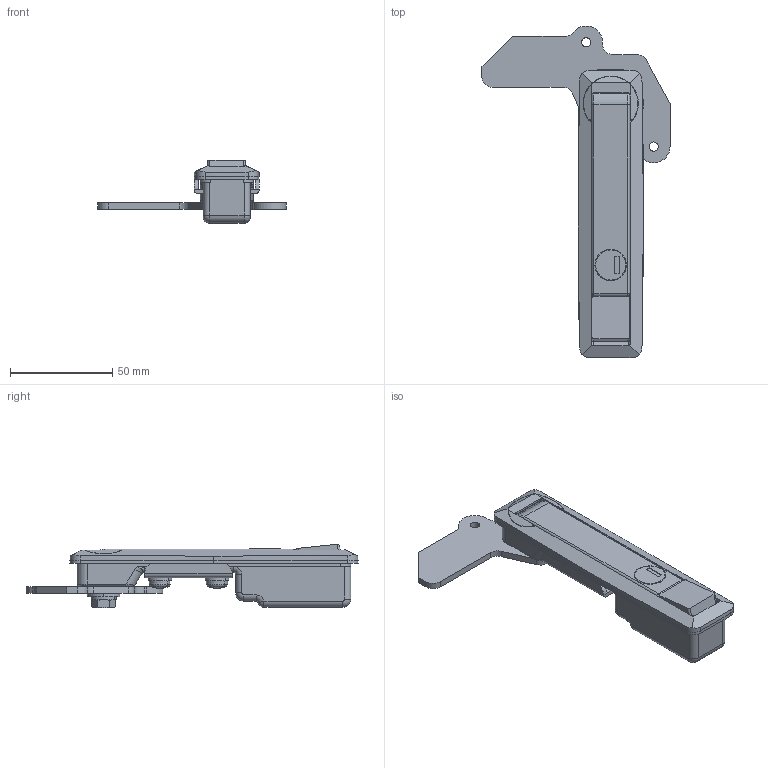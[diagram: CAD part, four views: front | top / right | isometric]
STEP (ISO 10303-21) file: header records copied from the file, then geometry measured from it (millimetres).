
FILE_DESCRIPTION (( 'STEP AP203' ), '1' );
FILE_NAME ('A-960-3-TAK60.STEP', '2021-05-13T02:12:28', ( '' ), ( '' ), 'SwSTEP 2.0', 'SolidWorks 2018', '' );
FILE_SCHEMA (( 'CONFIG_CONTROL_DESIGN' ));
Length unit declared in the file: millimetre
Products named in the file (14): A-960-3-TAK60; A-960-3_axis__button; A-960-3_button_; A-960-3_small screw with a cross hole__M6x10十字穴付なべ小ねじ(鉄)SWシングルセムス(P2); A-960-3_handle_; A-960-3_axis__handle; A-960-3_packing_; A-960-3_rotating shaft_; A-960-3_case_; A-960-3_clasp_; A-960-3_TAK60-2__TAK60-2-2; A-960-3_Hex bolt with cross hole__M6x10十字穴付六角ボルト(鉄)SWシングルセムス(P2); A-960-3_mounting plate_; A-960-3_washer_
Assembly tree (14 placements, depth 2):
  A-960-3-TAK60
    A-960-3_case_
    A-960-3_handle_
    A-960-3_TAK60-2__TAK60-2-2
    A-960-3_rotating shaft_
    A-960-3_packing_
    A-960-3_clasp_
    A-960-3_washer_
    A-960-3_Hex bolt with cross hole__M6x10十字穴付六角ボルト(鉄)SWシングルセムス(P2)
    A-960-3_small screw with a cross hole__M6x10十字穴付なべ小ねじ(鉄)SWシングルセムス(P2)  x2
    A-960-3_button_
    A-960-3_mounting plate_
    A-960-3_axis__button
    A-960-3_axis__handle
Bounding box: 92 x 162.46 x 31.17 mm (x, y, z)
Volume: 60472.5 mm3; surface area: 50694.2 mm2
Topology: 14 solids, 14 shells, 565 faces, 1436 edges, 910 vertices
Faces by surface type: cylinder 249, plane 235, torus 41, cone 24, sphere 12, bspline 4
Entity records: 17726 total; most frequent: CARTESIAN_POINT 3504, DIRECTION 2765, ORIENTED_EDGE 2636, EDGE_CURVE 1318, AXIS2_PLACEMENT_3D 1045, VERTEX_POINT 836, VECTOR 675, LINE 675
